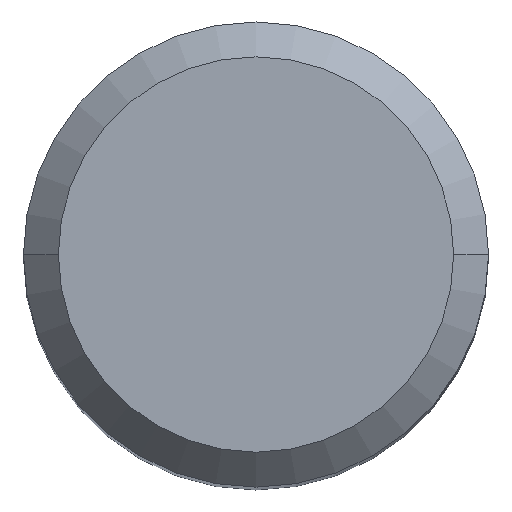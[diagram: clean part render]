
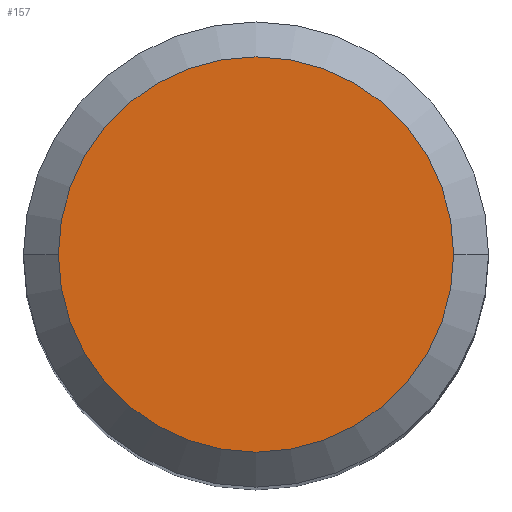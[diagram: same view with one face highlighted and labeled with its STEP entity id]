
A CAD part, top view. The second image highlights one B-rep face of the part: STEP entity #157.
In plain terms, the highlighted planar face has unit normal (0, 0, 1).
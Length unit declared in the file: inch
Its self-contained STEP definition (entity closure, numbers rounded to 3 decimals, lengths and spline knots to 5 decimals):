
#17 = CIRCLE ( 'NONE', #80, 0.2125 ) ;
#26 = FACE_OUTER_BOUND ( 'NONE', #237, .T. ) ;
#44 = DIRECTION ( 'NONE',  ( 0., 0., 1. ) ) ;
#45 = ORIENTED_EDGE ( 'NONE', *, *, #425, .T. ) ;
#61 = CARTESIAN_POINT ( 'NONE',  ( 0.2125, 0., 0. ) ) ;
#80 = AXIS2_PLACEMENT_3D ( 'NONE', #480, #90, #367 ) ;
#87 = AXIS2_PLACEMENT_3D ( 'NONE', #472, #44, #394 ) ;
#90 = DIRECTION ( 'NONE',  ( 0., 0., 1. ) ) ;
#97 = CARTESIAN_POINT ( 'NONE',  ( 0., 0., 0. ) ) ;
#112 = EDGE_CURVE ( 'NONE', #226, #263, #17, .T. ) ;
#140 = DIRECTION ( 'NONE',  ( 0., 0., -1. ) ) ;
#157 = ADVANCED_FACE ( 'NONE', ( #26 ), #397, .F. ) ;
#226 = VERTEX_POINT ( 'NONE', #448 ) ;
#237 = EDGE_LOOP ( 'NONE', ( #393, #45 ) ) ;
#262 = AXIS2_PLACEMENT_3D ( 'NONE', #97, #140, #371 ) ;
#263 = VERTEX_POINT ( 'NONE', #61 ) ;
#264 = CIRCLE ( 'NONE', #87, 0.2125 ) ;
#367 = DIRECTION ( 'NONE',  ( 1., 0., 0. ) ) ;
#371 = DIRECTION ( 'NONE',  ( -1., 0., 0. ) ) ;
#393 = ORIENTED_EDGE ( 'NONE', *, *, #112, .T. ) ;
#394 = DIRECTION ( 'NONE',  ( 1., 0., 0. ) ) ;
#397 = PLANE ( 'NONE',  #262 ) ;
#425 = EDGE_CURVE ( 'NONE', #263, #226, #264, .T. ) ;
#448 = CARTESIAN_POINT ( 'NONE',  ( -0.2125, 0., 0. ) ) ;
#472 = CARTESIAN_POINT ( 'NONE',  ( 0., 0., 0. ) ) ;
#480 = CARTESIAN_POINT ( 'NONE',  ( 0., 0., 0. ) ) ;
